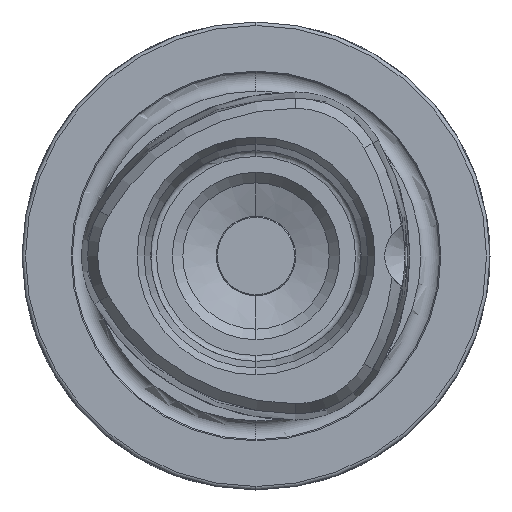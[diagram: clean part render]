
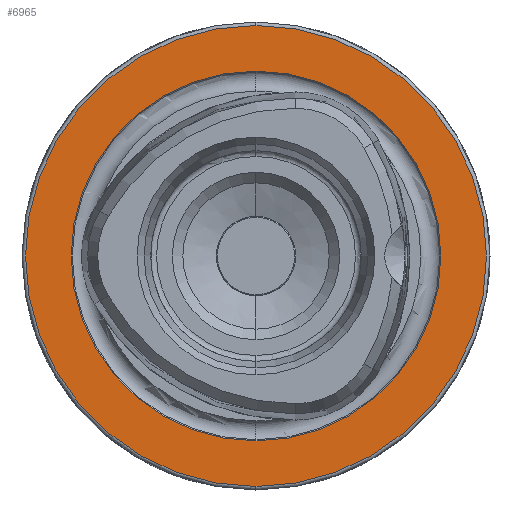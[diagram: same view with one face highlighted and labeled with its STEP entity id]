
A CAD part, left-side view. The second image highlights one B-rep face of the part: STEP entity #6965.
In plain terms, the highlighted planar face has unit normal (-1, 0, 0).
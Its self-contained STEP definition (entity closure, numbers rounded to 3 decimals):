
#199 = AXIS2_PLACEMENT_3D ( 'NONE', #6352, #6285, #9353 ) ;
#617 = CIRCLE ( 'NONE', #199, 15.8 ) ;
#1199 = ORIENTED_EDGE ( 'NONE', *, *, #9596, .F. ) ;
#2000 = CARTESIAN_POINT ( 'NONE',  ( 0., 0., 15.8 ) ) ;
#2948 = CIRCLE ( 'NONE', #5695, 19.7 ) ;
#3655 = DIRECTION ( 'NONE',  ( -1., 0., 0. ) ) ;
#4707 = CARTESIAN_POINT ( 'NONE',  ( 0., 0., 0. ) ) ;
#4746 = CARTESIAN_POINT ( 'NONE',  ( 0., 0., 0. ) ) ;
#4812 = DIRECTION ( 'NONE',  ( 0., 0., 1. ) ) ;
#5234 = AXIS2_PLACEMENT_3D ( 'NONE', #4707, #3655, #5975 ) ;
#5632 = VERTEX_POINT ( 'NONE', #2000 ) ;
#5695 = AXIS2_PLACEMENT_3D ( 'NONE', #4746, #12750, #4812 ) ;
#5975 = DIRECTION ( 'NONE',  ( 0., 0., 1. ) ) ;
#6270 = EDGE_CURVE ( 'NONE', #12728, #12205, #8804, .T. ) ;
#6285 = DIRECTION ( 'NONE',  ( -1., 0., 0. ) ) ;
#6352 = CARTESIAN_POINT ( 'NONE',  ( 0., 0., 0. ) ) ;
#6462 = CARTESIAN_POINT ( 'NONE',  ( 0., 15.8, 0. ) ) ;
#6465 = EDGE_LOOP ( 'NONE', ( #6986, #8943 ) ) ;
#6577 = DIRECTION ( 'NONE',  ( -1., 0., 0. ) ) ;
#6726 = AXIS2_PLACEMENT_3D ( 'NONE', #6462, #8360, #11565 ) ;
#6839 = ORIENTED_EDGE ( 'NONE', *, *, #8808, .F. ) ;
#6965 = ADVANCED_FACE ( 'NONE', ( #9463, #11437 ), #8492, .F. ) ;
#6986 = ORIENTED_EDGE ( 'NONE', *, *, #11008, .T. ) ;
#7031 = VERTEX_POINT ( 'NONE', #10643 ) ;
#7491 = DIRECTION ( 'NONE',  ( 0., 0., 1. ) ) ;
#8360 = DIRECTION ( 'NONE',  ( 1., 0., 0. ) ) ;
#8492 = PLANE ( 'NONE',  #6726 ) ;
#8621 = CIRCLE ( 'NONE', #9900, 15.8 ) ;
#8804 = CIRCLE ( 'NONE', #5234, 19.7 ) ;
#8808 = EDGE_CURVE ( 'NONE', #5632, #7031, #8621, .T. ) ;
#8943 = ORIENTED_EDGE ( 'NONE', *, *, #6270, .T. ) ;
#9118 = CARTESIAN_POINT ( 'NONE',  ( 0., 0., -19.7 ) ) ;
#9353 = DIRECTION ( 'NONE',  ( 0., 0., 1. ) ) ;
#9463 = FACE_BOUND ( 'NONE', #11769, .T. ) ;
#9514 = CARTESIAN_POINT ( 'NONE',  ( 0., 0., 0. ) ) ;
#9596 = EDGE_CURVE ( 'NONE', #7031, #5632, #617, .T. ) ;
#9900 = AXIS2_PLACEMENT_3D ( 'NONE', #9514, #6577, #7491 ) ;
#10053 = CARTESIAN_POINT ( 'NONE',  ( 0., 0., 19.7 ) ) ;
#10643 = CARTESIAN_POINT ( 'NONE',  ( 0., 0., -15.8 ) ) ;
#11008 = EDGE_CURVE ( 'NONE', #12205, #12728, #2948, .T. ) ;
#11437 = FACE_OUTER_BOUND ( 'NONE', #6465, .T. ) ;
#11565 = DIRECTION ( 'NONE',  ( 0., 0., -1. ) ) ;
#11769 = EDGE_LOOP ( 'NONE', ( #6839, #1199 ) ) ;
#12205 = VERTEX_POINT ( 'NONE', #10053 ) ;
#12728 = VERTEX_POINT ( 'NONE', #9118 ) ;
#12750 = DIRECTION ( 'NONE',  ( -1., 0., 0. ) ) ;
